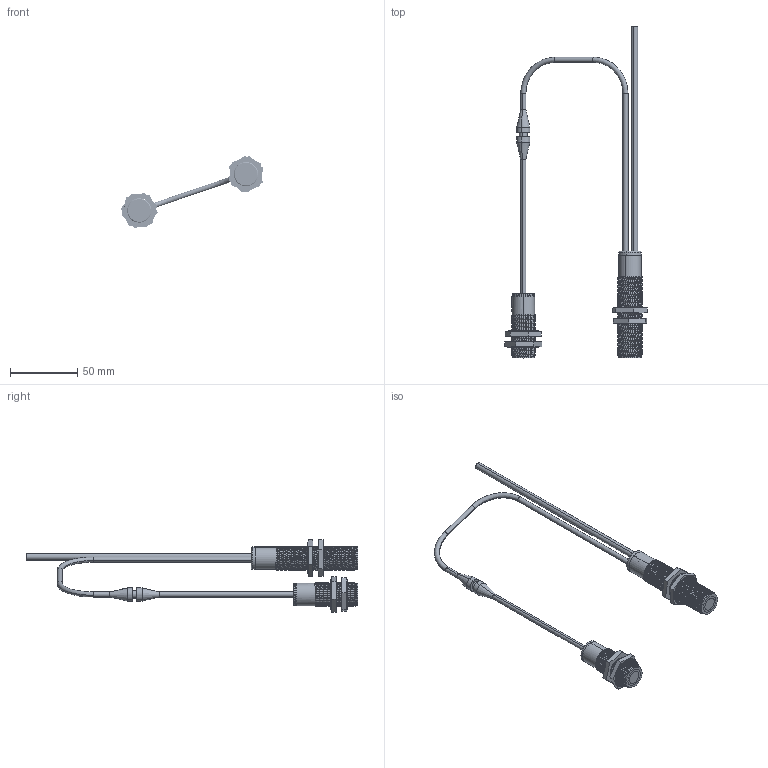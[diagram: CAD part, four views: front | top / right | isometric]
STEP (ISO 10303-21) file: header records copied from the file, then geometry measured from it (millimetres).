
FILE_DESCRIPTION (( 'STEP AP203' ), '1' );
FILE_NAME ('×°ÅäÌå4.STEP', '2020-12-18T02:48:48', ( '' ), ( '' ), 'SwSTEP 2.0', 'SolidWorks 2019', '' );
FILE_SCHEMA (( 'CONFIG_CONTROL_DESIGN' ));
Length unit declared in the file: millimetre
Products named in the file (1): 蚾饜极4
Bounding box: 105.54 x 246 x 53.45 mm (x, y, z)
Volume: 22778.8 mm3; surface area: 34927.8 mm2
Topology: 16 solids, 16 shells, 1910 faces, 4734 edges, 3132 vertices
Faces by surface type: cylinder 1029, plane 818, torus 40, cone 12, bspline 11
Entity records: 72537 total; most frequent: CARTESIAN_POINT 26295, DIRECTION 9946, ORIENTED_EDGE 9468, EDGE_CURVE 4734, AXIS2_PLACEMENT_3D 3691, VERTEX_POINT 3132, VECTOR 2564, LINE 2564
